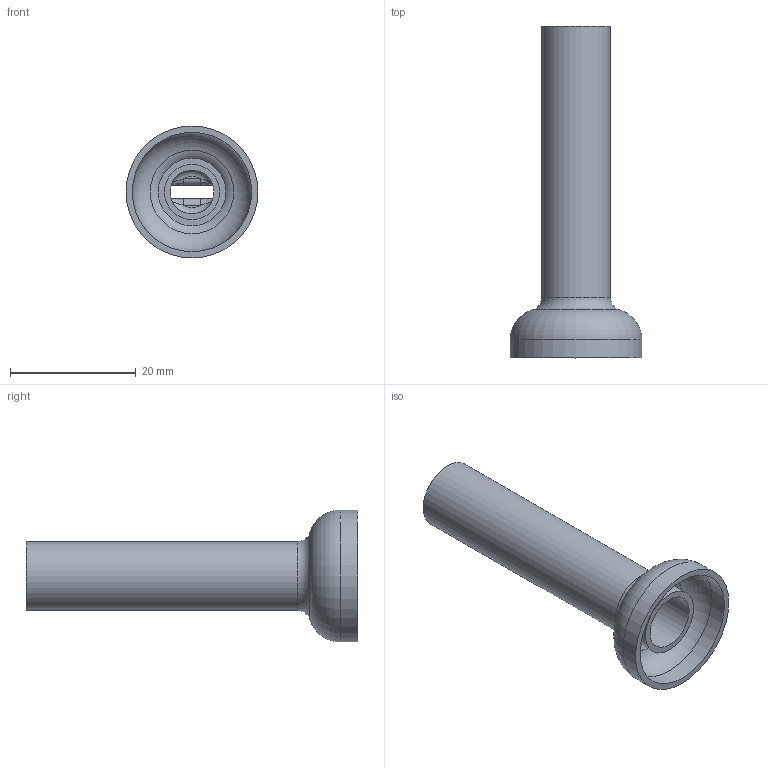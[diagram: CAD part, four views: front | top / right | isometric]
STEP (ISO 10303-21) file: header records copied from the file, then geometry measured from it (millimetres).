
FILE_DESCRIPTION(/* description */ (''),/* implementation_level */ '2;1');
FILE_NAME(/* name */ '',/* time_stamp */ '2025-11-06T20:33:51+03:00',/* author */ ('I9232'),/* organization */ (''),/* preprocessor_version */ 'ST-DEVELOPER v19.2',/* originating_system */ 'Autodesk Inventor 2023',/* authorisation */ '');
FILE_SCHEMA (('AUTOMOTIVE_DESIGN { 1 0 10303 214 3 1 1 }'));
Length unit declared in the file: millimetre
Products named in the file (1): Свеча
Bounding box: 21 x 52.85 x 21 mm (x, y, z)
Volume: 3202.7 mm3; surface area: 4499.6 mm2
Topology: 1 solids, 3 shells, 44 faces, 98 edges, 62 vertices
Faces by surface type: plane 20, cylinder 10, torus 10, bspline 4
Full cylindrical faces by diameter (mm): 7 x1, 8.8 x1, 10.8 x1, 11 x1, 19 x1, 21 x1
Entity records: 1549 total; most frequent: CARTESIAN_POINT 537, DIRECTION 204, ORIENTED_EDGE 196, EDGE_CURVE 98, AXIS2_PLACEMENT_3D 85, VERTEX_POINT 62, EDGE_LOOP 48, FACE_OUTER_BOUND 44
